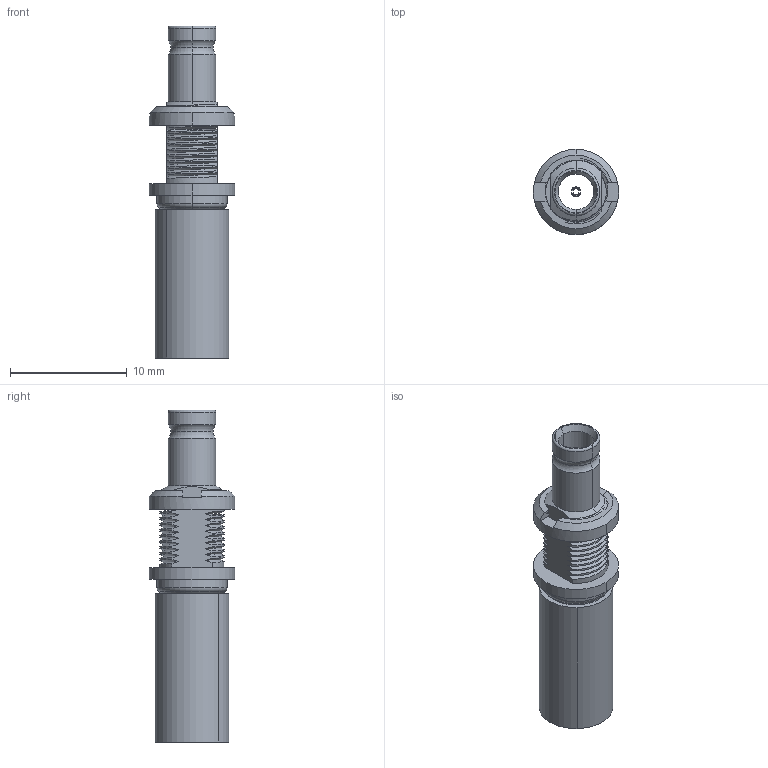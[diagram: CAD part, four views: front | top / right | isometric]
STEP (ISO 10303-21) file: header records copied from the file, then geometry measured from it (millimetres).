
FILE_DESCRIPTION (( 'STEP AP214' ), '1' );
FILE_NAME ('52-254-D6-FA.STEP', '2024-10-25T10:58:06', ( '' ), ( '' ), 'SwSTEP 2.0', 'SolidWorks 2024', '' );
FILE_SCHEMA (( 'AUTOMOTIVE_DESIGN' ));
Length unit declared in the file: millimetre
Products named in the file (1): 52-254-D6-FA
Bounding box: 7.3 x 7.3 x 28.45 mm (x, y, z)
Surface area: 984.6 mm2 (no closed solid volume)
Topology: 0 solids, 6 shells, 138 faces, 589 edges, 445 vertices
Faces by surface type: cylinder 53, bspline 47, plane 19, cone 11, torus 8
Entity records: 21927 total; most frequent: CARTESIAN_POINT 18056, ORIENTED_EDGE 924, EDGE_CURVE 589, DIRECTION 556, VERTEX_POINT 445, B_SPLINE_CURVE_WITH_KNOTS 237, AXIS2_PLACEMENT_3D 220, EDGE_LOOP 145
